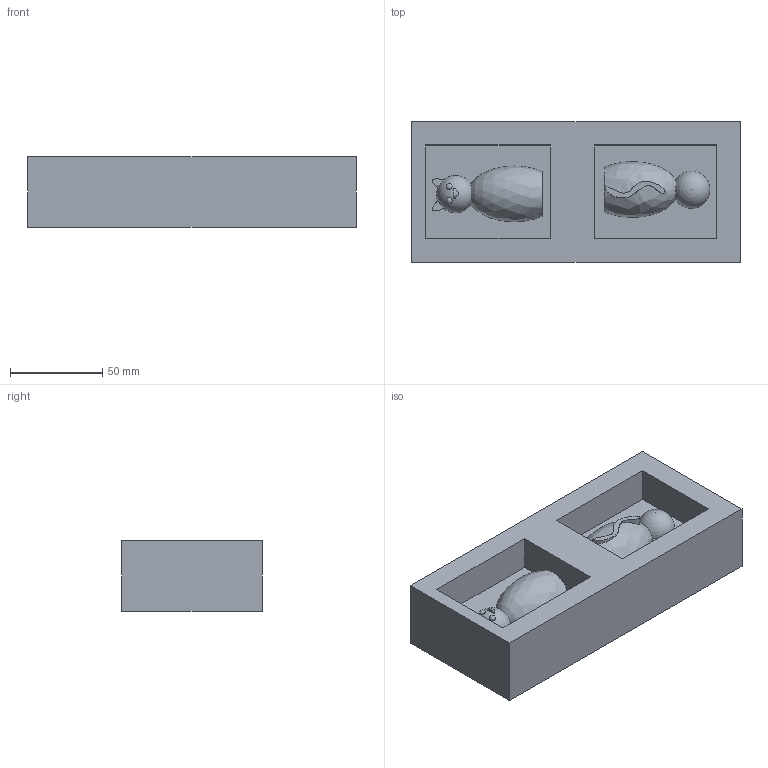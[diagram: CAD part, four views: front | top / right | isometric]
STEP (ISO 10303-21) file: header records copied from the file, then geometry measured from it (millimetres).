
FILE_DESCRIPTION(/* description */ (''),/* implementation_level */ '2;1');
FILE_NAME(/* name */ 'catMold.step',/* time_stamp */ '2025-05-07T18:09:49-04:00',/* author */ (''),/* organization */ (''),/* preprocessor_version */ 'ST-DEVELOPER v20.1',/* originating_system */ 'Autodesk Translation Framework v14.4.0.0',/* authorisation */ '');
FILE_SCHEMA (('AUTOMOTIVE_DESIGN { 1 0 10303 214 3 1 1 }'));
Length unit declared in the file: inch
Products named in the file (1): mold1
Bounding box: 177.8 x 76.2 x 38.1 mm (x, y, z)
Volume: 412977.1 mm3; surface area: 63279.6 mm2
Topology: 3 solids, 3 shells, 35 faces, 84 edges, 57 vertices
Faces by surface type: plane 23, bspline 10, sphere 2
Entity records: 1666 total; most frequent: CARTESIAN_POINT 909, ORIENTED_EDGE 162, DIRECTION 121, EDGE_CURVE 81, VERTEX_POINT 57, LINE 41, VECTOR 41, EDGE_LOOP 40
